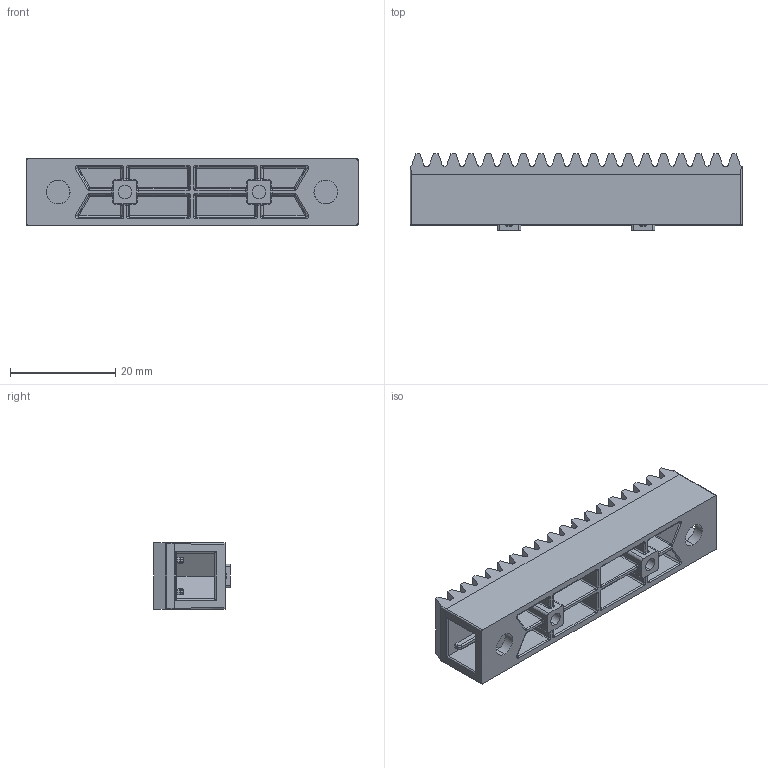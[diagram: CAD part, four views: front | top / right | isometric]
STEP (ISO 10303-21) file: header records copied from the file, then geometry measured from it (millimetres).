
FILE_DESCRIPTION (( 'STEP AP214' ), '1' );
FILE_NAME ('276-4782-001 Rev3.STEP', '2016-04-14T19:19:56', ( '' ), ( '' ), 'SwSTEP 2.0', 'SolidWorks 2015', '' );
FILE_SCHEMA (( 'AUTOMOTIVE_DESIGN' ));
Length unit declared in the file: millimetre
Products named in the file (1): 276-4782-001 Rev3
Bounding box: 63 x 14.53 x 12.7 mm (x, y, z)
Volume: 5643.4 mm3; surface area: 7094.2 mm2
Topology: 1 solids, 1 shells, 438 faces, 1138 edges, 684 vertices
Faces by surface type: cylinder 194, plane 164, bspline 48, sphere 24, cone 8
Entity records: 13670 total; most frequent: CARTESIAN_POINT 3559, ORIENTED_EDGE 2228, DIRECTION 2012, EDGE_CURVE 1114, VERTEX_POINT 684, LINE 682, VECTOR 682, AXIS2_PLACEMENT_3D 665
